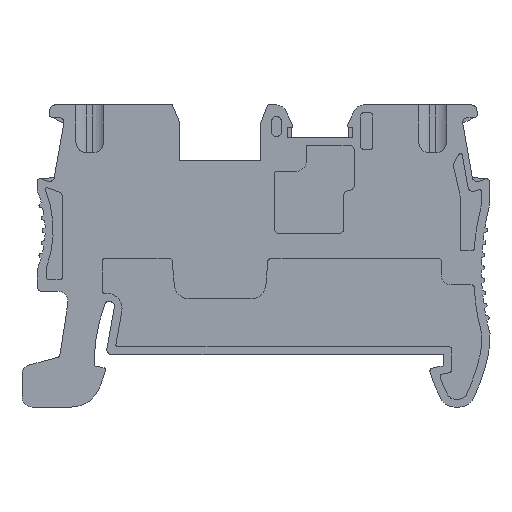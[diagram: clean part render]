
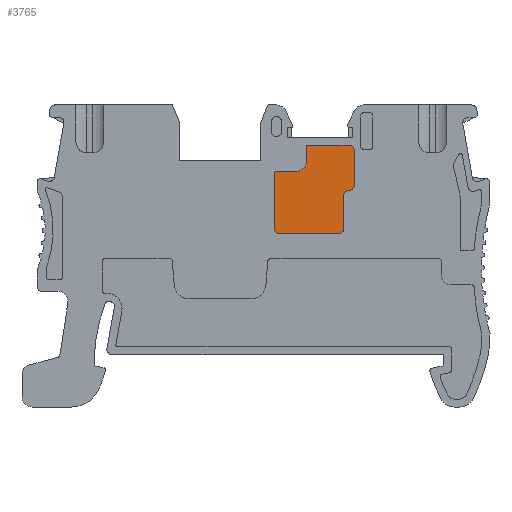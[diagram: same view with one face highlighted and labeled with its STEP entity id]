
A CAD part, left-side view. The second image highlights one B-rep face of the part: STEP entity #3765.
In plain terms, the highlighted planar face has unit normal (-1, 0, 0).
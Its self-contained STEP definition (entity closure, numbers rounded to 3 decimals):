
#3765=ADVANCED_FACE('',(#7153),#7155,.T.);
#7153=FACE_BOUND('',#7154,.T.);
#7154=EDGE_LOOP('',(#9864,#9865,#9866,#9867,#9868,#9869,#9870,#9871,#9872,#9873,
#9874,#9875,#9876,#9877,#9878,#9879));
#7155=PLANE('',#7156);
#7156=AXIS2_PLACEMENT_3D('',#7157,#7158,#7159);
#7157=CARTESIAN_POINT('',(35.129,-22.575,-4.935));
#7158=DIRECTION('',(-1.,0.,0.));
#7159=DIRECTION('',(0.,1.,0.));
#9864=ORIENTED_EDGE('',*,*,#11249,.T.);
#9865=ORIENTED_EDGE('',*,*,#11247,.F.);
#9866=ORIENTED_EDGE('',*,*,#11245,.T.);
#9867=ORIENTED_EDGE('',*,*,#11243,.T.);
#9868=ORIENTED_EDGE('',*,*,#11241,.T.);
#9869=ORIENTED_EDGE('',*,*,#11239,.T.);
#9870=ORIENTED_EDGE('',*,*,#11237,.T.);
#9871=ORIENTED_EDGE('',*,*,#11235,.F.);
#9872=ORIENTED_EDGE('',*,*,#11233,.T.);
#9873=ORIENTED_EDGE('',*,*,#11231,.T.);
#9874=ORIENTED_EDGE('',*,*,#11261,.T.);
#9875=ORIENTED_EDGE('',*,*,#11259,.F.);
#9876=ORIENTED_EDGE('',*,*,#11257,.T.);
#9877=ORIENTED_EDGE('',*,*,#11256,.F.);
#9878=ORIENTED_EDGE('',*,*,#11253,.T.);
#9879=ORIENTED_EDGE('',*,*,#11252,.F.);
#11231=EDGE_CURVE('',#13287,#13285,#13288,.T.);
#11233=EDGE_CURVE('',#13290,#13287,#13291,.T.);
#11235=EDGE_CURVE('',#13290,#13293,#13294,.T.);
#11237=EDGE_CURVE('',#13296,#13293,#13297,.T.);
#11239=EDGE_CURVE('',#13299,#13296,#13300,.T.);
#11241=EDGE_CURVE('',#13302,#13299,#13303,.T.);
#11243=EDGE_CURVE('',#13305,#13302,#13306,.T.);
#11245=EDGE_CURVE('',#13308,#13305,#13309,.T.);
#11247=EDGE_CURVE('',#13308,#13311,#13312,.T.);
#11249=EDGE_CURVE('',#13314,#13311,#13315,.T.);
#11252=EDGE_CURVE('',#13314,#13317,#13319,.T.);
#11253=EDGE_CURVE('',#13320,#13317,#13321,.T.);
#11256=EDGE_CURVE('',#13320,#13323,#13325,.T.);
#11257=EDGE_CURVE('',#13326,#13323,#13327,.T.);
#11259=EDGE_CURVE('',#13326,#13329,#13330,.T.);
#11261=EDGE_CURVE('',#13285,#13329,#13332,.T.);
#13285=VERTEX_POINT('',#18302);
#13287=VERTEX_POINT('',#18306);
#13288=LINE('',#18307,#18308);
#13290=VERTEX_POINT('',#18313);
#13291=CIRCLE('',#18314,0.5);
#13293=VERTEX_POINT('',#18321);
#13294=LINE('',#18322,#18323);
#13296=VERTEX_POINT('',#18328);
#13297=CIRCLE('',#18329,0.5);
#13299=VERTEX_POINT('',#18336);
#13300=LINE('',#18337,#18338);
#13302=VERTEX_POINT('',#18343);
#13303=CIRCLE('',#18344,0.5);
#13305=VERTEX_POINT('',#18351);
#13306=LINE('',#18352,#18353);
#13308=VERTEX_POINT('',#18358);
#13309=CIRCLE('',#18359,0.2);
#13311=VERTEX_POINT('',#18366);
#13312=LINE('',#18367,#18368);
#13314=VERTEX_POINT('',#18373);
#13315=CIRCLE('',#18374,1.);
#13317=VERTEX_POINT('',#18381);
#13319=LINE('',#18385,#18386);
#13320=VERTEX_POINT('',#18388);
#13321=CIRCLE('',#18389,0.2);
#13323=VERTEX_POINT('',#18396);
#13325=LINE('',#18400,#18401);
#13326=VERTEX_POINT('',#18403);
#13327=CIRCLE('',#18404,0.5);
#13329=VERTEX_POINT('',#18411);
#13330=LINE('',#18412,#18413);
#13332=CIRCLE('',#18418,0.5);
#18302=CARTESIAN_POINT('',(35.129,-6.959,16.35));
#18306=CARTESIAN_POINT('',(35.129,-6.925,16.35));
#18307=CARTESIAN_POINT('',(35.129,-6.925,16.35));
#18308=VECTOR('',#18309,1.);
#18309=DIRECTION('',(0.,-1.,0.));
#18313=CARTESIAN_POINT('',(35.129,-6.425,15.85));
#18314=AXIS2_PLACEMENT_3D('',#18315,#18316,#18317);
#18315=CARTESIAN_POINT('',(35.129,-6.925,15.85));
#18316=DIRECTION('',(1.,0.,0.));
#18317=DIRECTION('',(0.,1.,0.));
#18321=CARTESIAN_POINT('',(35.129,-6.425,12.55));
#18322=CARTESIAN_POINT('',(35.129,-6.425,15.85));
#18323=VECTOR('',#18324,1.);
#18324=DIRECTION('',(0.,0.,-1.));
#18328=CARTESIAN_POINT('',(35.129,-5.925,12.05));
#18329=AXIS2_PLACEMENT_3D('',#18330,#18331,#18332);
#18330=CARTESIAN_POINT('',(35.129,-5.925,12.55));
#18331=DIRECTION('',(-1.,0.,0.));
#18332=DIRECTION('',(0.,0.,-1.));
#18336=CARTESIAN_POINT('',(35.129,-0.025,12.05));
#18337=CARTESIAN_POINT('',(35.129,-0.025,12.05));
#18338=VECTOR('',#18339,1.);
#18339=DIRECTION('',(0.,-1.,0.));
#18343=CARTESIAN_POINT('',(35.129,0.475,12.55));
#18344=AXIS2_PLACEMENT_3D('',#18345,#18346,#18347);
#18345=CARTESIAN_POINT('',(35.129,-0.025,12.55));
#18346=DIRECTION('',(-1.,0.,0.));
#18347=DIRECTION('',(0.,1.,0.));
#18351=CARTESIAN_POINT('',(35.129,0.475,18.05));
#18352=CARTESIAN_POINT('',(35.129,0.475,18.05));
#18353=VECTOR('',#18354,1.);
#18354=DIRECTION('',(0.,0.,-1.));
#18358=CARTESIAN_POINT('',(35.129,0.275,18.25));
#18359=AXIS2_PLACEMENT_3D('',#18360,#18361,#18362);
#18360=CARTESIAN_POINT('',(35.129,0.275,18.05));
#18361=DIRECTION('',(-1.,0.,0.));
#18362=DIRECTION('',(0.,0.,1.));
#18366=CARTESIAN_POINT('',(35.129,-1.725,18.25));
#18367=CARTESIAN_POINT('',(35.129,0.275,18.25));
#18368=VECTOR('',#18369,1.);
#18369=DIRECTION('',(0.,-1.,0.));
#18373=CARTESIAN_POINT('',(35.129,-2.725,19.25));
#18374=AXIS2_PLACEMENT_3D('',#18375,#18376,#18377);
#18375=CARTESIAN_POINT('',(35.129,-1.725,19.25));
#18376=DIRECTION('',(1.,0.,0.));
#18377=DIRECTION('',(0.,-1.,0.));
#18381=CARTESIAN_POINT('',(35.129,-2.725,20.65));
#18385=CARTESIAN_POINT('',(35.129,-2.725,19.25));
#18386=VECTOR('',#18387,1.);
#18387=DIRECTION('',(0.,0.,1.));
#18388=CARTESIAN_POINT('',(35.129,-2.925,20.85));
#18389=AXIS2_PLACEMENT_3D('',#18390,#18391,#18392);
#18390=CARTESIAN_POINT('',(35.129,-2.925,20.65));
#18391=DIRECTION('',(-1.,0.,0.));
#18392=DIRECTION('',(0.,0.,1.));
#18396=CARTESIAN_POINT('',(35.129,-6.959,20.85));
#18400=CARTESIAN_POINT('',(35.129,-2.925,20.85));
#18401=VECTOR('',#18402,1.);
#18402=DIRECTION('',(0.,-1.,0.));
#18403=CARTESIAN_POINT('',(35.129,-7.459,20.35));
#18404=AXIS2_PLACEMENT_3D('',#18405,#18406,#18407);
#18405=CARTESIAN_POINT('',(35.129,-6.959,20.35));
#18406=DIRECTION('',(-1.,0.,0.));
#18407=DIRECTION('',(0.,-1.,0.));
#18411=CARTESIAN_POINT('',(35.129,-7.459,16.85));
#18412=CARTESIAN_POINT('',(35.129,-7.459,20.35));
#18413=VECTOR('',#18414,1.);
#18414=DIRECTION('',(0.,0.,-1.));
#18418=AXIS2_PLACEMENT_3D('',#18419,#18420,#18421);
#18419=CARTESIAN_POINT('',(35.129,-6.959,16.85));
#18420=DIRECTION('',(-1.,0.,0.));
#18421=DIRECTION('',(0.,0.,-1.));
